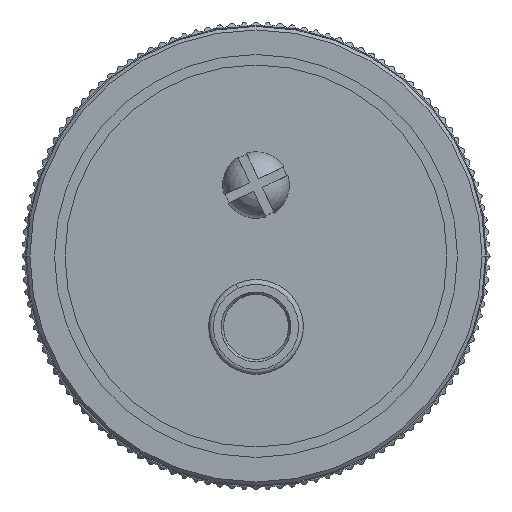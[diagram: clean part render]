
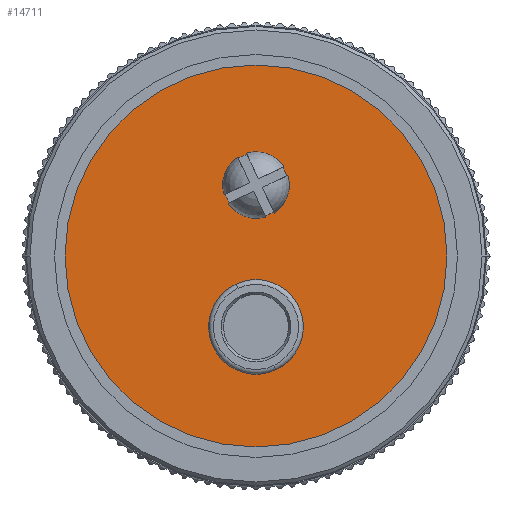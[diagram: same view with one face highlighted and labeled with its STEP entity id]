
A CAD part, front view. The second image highlights one B-rep face of the part: STEP entity #14711.
In plain terms, the highlighted planar face has unit normal (0, -1, 0).
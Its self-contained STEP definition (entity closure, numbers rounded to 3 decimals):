
#1=CARTESIAN_POINT('',(0.,-0.1,0.));
#2=DIRECTION('',(0.,-1.,0.));
#3=DIRECTION('',(-1.,0.,0.));
#4=AXIS2_PLACEMENT_3D('',#1,#2,#3);
#6=CARTESIAN_POINT('',(0.,-0.1,0.));
#7=DIRECTION('',(0.,1.,0.));
#8=DIRECTION('',(-1.,0.,0.));
#9=AXIS2_PLACEMENT_3D('',#6,#7,#8);
#12531=CARTESIAN_POINT('',(0.,-0.1,6.));
#12532=DIRECTION('',(0.,1.,0.));
#12533=DIRECTION('',(-0.906,0.,-0.423));
#12534=AXIS2_PLACEMENT_3D('',#12531,#12532,#12533);
#12556=CARTESIAN_POINT('',(0.,-0.1,6.));
#12557=DIRECTION('',(0.,1.,0.));
#12558=DIRECTION('',(0.906,0.,0.423));
#12559=AXIS2_PLACEMENT_3D('',#12556,#12557,#12558);
#12780=CARTESIAN_POINT('',(0.,-0.1,-6.));
#12781=DIRECTION('',(0.,-1.,0.));
#12782=DIRECTION('',(0.423,0.,-0.906));
#12783=AXIS2_PLACEMENT_3D('',#12780,#12781,#12782);
#12799=CARTESIAN_POINT('',(0.,-0.1,-6.));
#12800=DIRECTION('',(0.,-1.,0.));
#12801=DIRECTION('',(-0.423,0.,0.906));
#12802=AXIS2_PLACEMENT_3D('',#12799,#12800,#12801);
#14672=CARTESIAN_POINT('',(-1.69,-0.1,-2.375));
#14673=VERTEX_POINT('',#14672);
#14674=CARTESIAN_POINT('',(1.69,-0.1,-9.625));
#14675=VERTEX_POINT('',#14674);
#14676=CARTESIAN_POINT('',(-16.16,-0.1,0.));
#14677=VERTEX_POINT('',#14676);
#14678=CARTESIAN_POINT('',(16.16,-0.1,0.));
#14679=VERTEX_POINT('',#14678);
#14684=CARTESIAN_POINT('',(-2.447,-0.1,4.859));
#14685=CARTESIAN_POINT('',(2.447,-0.1,7.141));
#14686=VERTEX_POINT('',#14684);
#14687=VERTEX_POINT('',#14685);
#14688=CARTESIAN_POINT('',(0.,-0.1,0.));
#14689=DIRECTION('',(0.,-1.,0.));
#14690=DIRECTION('',(0.,0.,-1.));
#14691=AXIS2_PLACEMENT_3D('',#14688,#14689,#14690);
#14692=PLANE('',#14691);
#14694=ORIENTED_EDGE('',*,*,#14693,.F.);
#14696=ORIENTED_EDGE('',*,*,#14695,.T.);
#14697=EDGE_LOOP('',(#14694,#14696));
#14698=FACE_OUTER_BOUND('',#14697,.F.);
#14700=ORIENTED_EDGE('',*,*,#14699,.F.);
#14702=ORIENTED_EDGE('',*,*,#14701,.F.);
#14703=EDGE_LOOP('',(#14700,#14702));
#14704=FACE_BOUND('',#14703,.F.);
#14706=ORIENTED_EDGE('',*,*,#14705,.T.);
#14708=ORIENTED_EDGE('',*,*,#14707,.T.);
#14709=EDGE_LOOP('',(#14706,#14708));
#14710=FACE_BOUND('',#14709,.F.);
#14711=ADVANCED_FACE('',(#14698,#14704,#14710),#14692,.T.);
#5=CIRCLE('',#4,16.16);
#10=CIRCLE('',#9,16.16);
#12535=CIRCLE('',#12534,2.7);
#12560=CIRCLE('',#12559,2.7);
#12784=CIRCLE('',#12783,4.);
#12803=CIRCLE('',#12802,4.);
#14693=EDGE_CURVE('',#14677,#14679,#5,.T.);
#14695=EDGE_CURVE('',#14677,#14679,#10,.T.);
#14699=EDGE_CURVE('',#14686,#14687,#12535,.T.);
#14701=EDGE_CURVE('',#14687,#14686,#12560,.T.);
#14705=EDGE_CURVE('',#14675,#14673,#12784,.T.);
#14707=EDGE_CURVE('',#14673,#14675,#12803,.T.);
